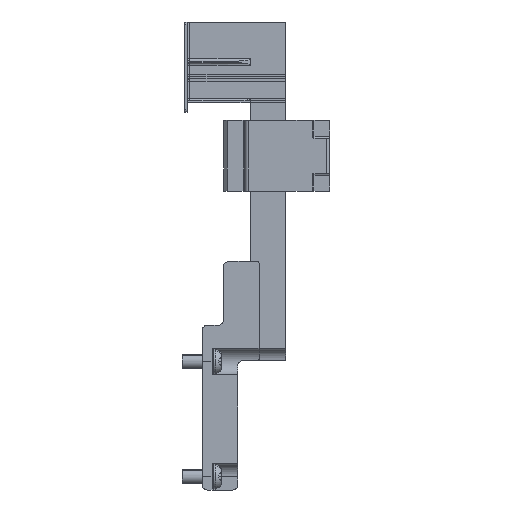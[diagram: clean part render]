
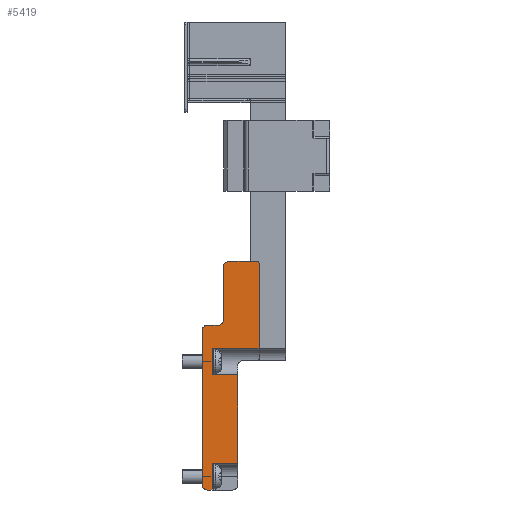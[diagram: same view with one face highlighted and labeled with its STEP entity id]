
A CAD part, left-side view. The second image highlights one B-rep face of the part: STEP entity #5419.
In plain terms, the highlighted planar face has unit normal (-1, 0, 0).
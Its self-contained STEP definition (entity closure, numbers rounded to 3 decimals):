
#1679=AXIS2_PLACEMENT_3D('Circle Axis2P3D',#1677,#1678,$) ;
#4383=AXIS2_PLACEMENT_3D('Circle Axis2P3D',#4381,#4382,$) ;
#4400=AXIS2_PLACEMENT_3D('Circle Axis2P3D',#4398,#4399,$) ;
#4451=AXIS2_PLACEMENT_3D('Circle Axis2P3D',#4449,#4450,$) ;
#5386=AXIS2_PLACEMENT_3D('Plane Axis2P3D',#5383,#5384,#5385) ;
#5397=AXIS2_PLACEMENT_3D('Circle Axis2P3D',#5395,#5396,$) ;
#1674=CARTESIAN_POINT('Vertex',(-294.5,-359.,300.)) ;
#1677=CARTESIAN_POINT('Axis2P3D Location',(-294.5,-359.,303.)) ;
#1681=CARTESIAN_POINT('Vertex',(-294.5,-362.,303.)) ;
#1712=CARTESIAN_POINT('Vertex',(-294.5,-353.,300.)) ;
#1715=CARTESIAN_POINT('Line Origine',(-294.5,-356.,300.)) ;
#1745=CARTESIAN_POINT('Vertex',(-294.5,-350.,210.)) ;
#1748=CARTESIAN_POINT('Line Origine',(-294.5,-350.,253.5)) ;
#1752=CARTESIAN_POINT('Vertex',(-294.5,-350.,297.)) ;
#2550=CARTESIAN_POINT('Vertex',(-294.5,-355.5,272.)) ;
#2555=CARTESIAN_POINT('Line Origine',(-294.5,-362.75,272.)) ;
#2559=CARTESIAN_POINT('Vertex',(-294.5,-370.,272.)) ;
#4161=CARTESIAN_POINT('Vertex',(-294.5,-370.,222.)) ;
#4164=CARTESIAN_POINT('Line Origine',(-294.5,-362.75,222.)) ;
#4168=CARTESIAN_POINT('Vertex',(-294.5,-355.5,222.)) ;
#4183=CARTESIAN_POINT('Line Origine',(-294.5,-355.5,214.5)) ;
#4187=CARTESIAN_POINT('Vertex',(-294.5,-355.5,207.)) ;
#4220=CARTESIAN_POINT('Vertex',(-294.5,-382.,287.)) ;
#4223=CARTESIAN_POINT('Line Origine',(-294.5,-368.75,287.)) ;
#4227=CARTESIAN_POINT('Vertex',(-294.5,-355.5,287.)) ;
#4254=CARTESIAN_POINT('Line Origine',(-294.5,-355.5,279.5)) ;
#4351=CARTESIAN_POINT('Line Origine',(-294.5,-354.25,207.)) ;
#4355=CARTESIAN_POINT('Vertex',(-294.5,-353.,207.)) ;
#4381=CARTESIAN_POINT('Axis2P3D Location',(-294.5,-353.,210.)) ;
#4398=CARTESIAN_POINT('Axis2P3D Location',(-294.5,-353.,297.)) ;
#4415=CARTESIAN_POINT('Line Origine',(-294.5,-362.,318.)) ;
#4419=CARTESIAN_POINT('Vertex',(-294.5,-362.,333.)) ;
#4449=CARTESIAN_POINT('Axis2P3D Location',(-294.5,-365.,333.)) ;
#4453=CARTESIAN_POINT('Vertex',(-294.5,-365.,336.)) ;
#4633=CARTESIAN_POINT('Line Origine',(-294.5,-370.,247.)) ;
#5368=CARTESIAN_POINT('Vertex',(-294.5,-381.,336.)) ;
#5371=CARTESIAN_POINT('Line Origine',(-294.5,-373.,336.)) ;
#5383=CARTESIAN_POINT('Axis2P3D Location',(-294.5,-382.,207.)) ;
#5388=CARTESIAN_POINT('Line Origine',(-294.5,-382.,311.)) ;
#5392=CARTESIAN_POINT('Vertex',(-294.5,-382.,335.)) ;
#5395=CARTESIAN_POINT('Axis2P3D Location',(-294.5,-381.,335.)) ;
#1678=DIRECTION('Axis2P3D Direction',(-1.,0.,0.)) ;
#1716=DIRECTION('Vector Direction',(0.,-1.,0.)) ;
#1749=DIRECTION('Vector Direction',(0.,0.,1.)) ;
#2556=DIRECTION('Vector Direction',(0.,1.,0.)) ;
#4165=DIRECTION('Vector Direction',(0.,1.,0.)) ;
#4184=DIRECTION('Vector Direction',(0.,0.,1.)) ;
#4224=DIRECTION('Vector Direction',(0.,1.,0.)) ;
#4255=DIRECTION('Vector Direction',(0.,0.,1.)) ;
#4352=DIRECTION('Vector Direction',(0.,1.,0.)) ;
#4382=DIRECTION('Axis2P3D Direction',(-1.,0.,0.)) ;
#4399=DIRECTION('Axis2P3D Direction',(-1.,0.,0.)) ;
#4416=DIRECTION('Vector Direction',(0.,0.,-1.)) ;
#4450=DIRECTION('Axis2P3D Direction',(-1.,0.,0.)) ;
#4634=DIRECTION('Vector Direction',(0.,0.,1.)) ;
#5372=DIRECTION('Vector Direction',(0.,-1.,0.)) ;
#5384=DIRECTION('Axis2P3D Direction',(-1.,0.,0.)) ;
#5385=DIRECTION('Axis2P3D XDirection',(0.,-1.,0.)) ;
#5389=DIRECTION('Vector Direction',(0.,0.,1.)) ;
#5396=DIRECTION('Axis2P3D Direction',(-1.,0.,0.)) ;
#1717=VECTOR('Line Direction',#1716,1.) ;
#1750=VECTOR('Line Direction',#1749,1.) ;
#2557=VECTOR('Line Direction',#2556,1.) ;
#4166=VECTOR('Line Direction',#4165,1.) ;
#4185=VECTOR('Line Direction',#4184,1.) ;
#4225=VECTOR('Line Direction',#4224,1.) ;
#4256=VECTOR('Line Direction',#4255,1.) ;
#4353=VECTOR('Line Direction',#4352,1.) ;
#4417=VECTOR('Line Direction',#4416,1.) ;
#4635=VECTOR('Line Direction',#4634,1.) ;
#5373=VECTOR('Line Direction',#5372,1.) ;
#5390=VECTOR('Line Direction',#5389,1.) ;
#5401=ORIENTED_EDGE('',*,*,#5375,.F.) ;
#5402=ORIENTED_EDGE('',*,*,#4455,.F.) ;
#5403=ORIENTED_EDGE('',*,*,#4421,.F.) ;
#5404=ORIENTED_EDGE('',*,*,#1683,.T.) ;
#5405=ORIENTED_EDGE('',*,*,#1719,.F.) ;
#5406=ORIENTED_EDGE('',*,*,#4402,.F.) ;
#5407=ORIENTED_EDGE('',*,*,#1754,.F.) ;
#5408=ORIENTED_EDGE('',*,*,#4385,.F.) ;
#5409=ORIENTED_EDGE('',*,*,#4357,.F.) ;
#5410=ORIENTED_EDGE('',*,*,#4189,.F.) ;
#5411=ORIENTED_EDGE('',*,*,#4170,.F.) ;
#5412=ORIENTED_EDGE('',*,*,#4637,.F.) ;
#5413=ORIENTED_EDGE('',*,*,#2561,.T.) ;
#5414=ORIENTED_EDGE('',*,*,#4258,.F.) ;
#5415=ORIENTED_EDGE('',*,*,#4229,.F.) ;
#5416=ORIENTED_EDGE('',*,*,#5394,.F.) ;
#5417=ORIENTED_EDGE('',*,*,#5399,.F.) ;
#5419=ADVANCED_FACE('RB7556806_1PD_001_00_FRONT TERMINAL ASSEMBLY E6.2 WITHDRAWABL.1\\RB6564001_1PA_001_00_FRONT TERMINAL E2.2 FIXED.1\\PartBody',(#5418),#5387,.T.) ;
#1680=CIRCLE('generated circle',#1679,3.) ;
#4384=CIRCLE('generated circle',#4383,3.) ;
#4401=CIRCLE('generated circle',#4400,3.) ;
#4452=CIRCLE('generated circle',#4451,3.) ;
#5398=CIRCLE('generated circle',#5397,1.) ;
#1683=EDGE_CURVE('',#1682,#1675,#1680,.F.) ;
#1719=EDGE_CURVE('',#1713,#1675,#1718,.T.) ;
#1754=EDGE_CURVE('',#1746,#1753,#1751,.T.) ;
#2561=EDGE_CURVE('',#2560,#2551,#2558,.T.) ;
#4170=EDGE_CURVE('',#4162,#4169,#4167,.T.) ;
#4189=EDGE_CURVE('',#4169,#4188,#4186,.F.) ;
#4229=EDGE_CURVE('',#4221,#4228,#4226,.T.) ;
#4258=EDGE_CURVE('',#4228,#2551,#4257,.F.) ;
#4357=EDGE_CURVE('',#4188,#4356,#4354,.T.) ;
#4385=EDGE_CURVE('',#4356,#1746,#4384,.F.) ;
#4402=EDGE_CURVE('',#1753,#1713,#4401,.F.) ;
#4421=EDGE_CURVE('',#1682,#4420,#4418,.F.) ;
#4455=EDGE_CURVE('',#4420,#4454,#4452,.F.) ;
#4637=EDGE_CURVE('',#2560,#4162,#4636,.F.) ;
#5375=EDGE_CURVE('',#4454,#5369,#5374,.T.) ;
#5394=EDGE_CURVE('',#5393,#4221,#5391,.F.) ;
#5399=EDGE_CURVE('',#5369,#5393,#5398,.F.) ;
#5400=EDGE_LOOP('',(#5401,#5402,#5403,#5404,#5405,#5406,#5407,#5408,#5409,#5410,#5411,#5412,#5413,#5414,#5415,#5416,#5417)) ;
#5418=FACE_OUTER_BOUND('',#5400,.T.) ;
#1718=LINE('Line',#1715,#1717) ;
#1751=LINE('Line',#1748,#1750) ;
#2558=LINE('Line',#2555,#2557) ;
#4167=LINE('Line',#4164,#4166) ;
#4186=LINE('Line',#4183,#4185) ;
#4226=LINE('Line',#4223,#4225) ;
#4257=LINE('Line',#4254,#4256) ;
#4354=LINE('Line',#4351,#4353) ;
#4418=LINE('Line',#4415,#4417) ;
#4636=LINE('Line',#4633,#4635) ;
#5374=LINE('Line',#5371,#5373) ;
#5391=LINE('Line',#5388,#5390) ;
#5387=PLANE('',#5386) ;
#1675=VERTEX_POINT('',#1674) ;
#1682=VERTEX_POINT('',#1681) ;
#1713=VERTEX_POINT('',#1712) ;
#1746=VERTEX_POINT('',#1745) ;
#1753=VERTEX_POINT('',#1752) ;
#2551=VERTEX_POINT('',#2550) ;
#2560=VERTEX_POINT('',#2559) ;
#4162=VERTEX_POINT('',#4161) ;
#4169=VERTEX_POINT('',#4168) ;
#4188=VERTEX_POINT('',#4187) ;
#4221=VERTEX_POINT('',#4220) ;
#4228=VERTEX_POINT('',#4227) ;
#4356=VERTEX_POINT('',#4355) ;
#4420=VERTEX_POINT('',#4419) ;
#4454=VERTEX_POINT('',#4453) ;
#5369=VERTEX_POINT('',#5368) ;
#5393=VERTEX_POINT('',#5392) ;
